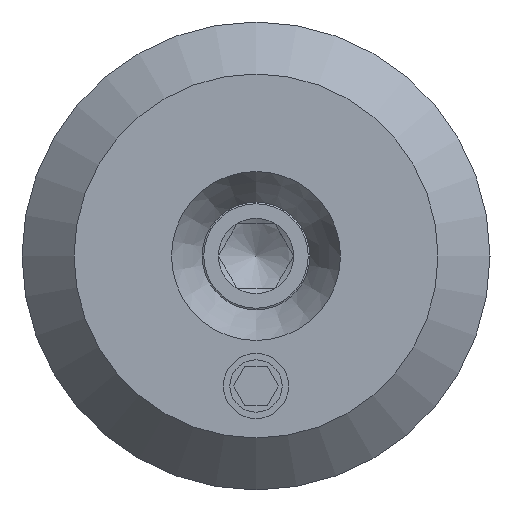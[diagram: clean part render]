
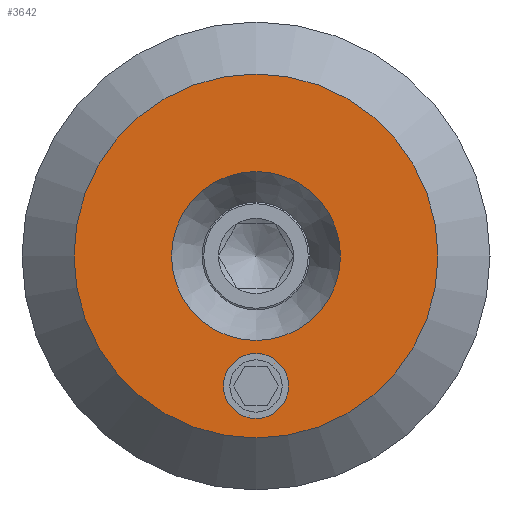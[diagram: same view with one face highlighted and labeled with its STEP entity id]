
A CAD part, left-side view. The second image highlights one B-rep face of the part: STEP entity #3642.
In plain terms, the highlighted planar face has unit normal (-1, 0, 0).
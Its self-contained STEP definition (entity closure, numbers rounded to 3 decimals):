
#111=PLANE('',#3928);
#253=CIRCLE('',#3929,1.007);
#254=CIRCLE('',#3930,3.25);
#255=CIRCLE('',#3931,7.);
#605=ORIENTED_EDGE('',*,*,#1124,.T.);
#606=ORIENTED_EDGE('',*,*,#1125,.T.);
#607=ORIENTED_EDGE('',*,*,#1126,.T.);
#1124=EDGE_CURVE('',#1401,#1401,#253,.T.);
#1125=EDGE_CURVE('',#1402,#1402,#254,.T.);
#1126=EDGE_CURVE('',#1403,#1403,#255,.T.);
#1401=VERTEX_POINT('',#5521);
#1402=VERTEX_POINT('',#5523);
#1403=VERTEX_POINT('',#5525);
#1769=EDGE_LOOP('',(#605));
#1770=EDGE_LOOP('',(#606));
#1771=EDGE_LOOP('',(#607));
#2084=FACE_BOUND('',#1769,.T.);
#2085=FACE_BOUND('',#1770,.T.);
#2086=FACE_BOUND('',#1771,.T.);
#3642=ADVANCED_FACE('',(#2084,#2085,#2086),#111,.T.);
#3928=AXIS2_PLACEMENT_3D('',#5519,#4409,#4410);
#3929=AXIS2_PLACEMENT_3D('',#5520,#4411,#4412);
#3930=AXIS2_PLACEMENT_3D('',#5522,#4413,#4414);
#3931=AXIS2_PLACEMENT_3D('',#5524,#4415,#4416);
#4409=DIRECTION('',(-1.,0.,0.));
#4410=DIRECTION('',(0.,0.,1.));
#4411=DIRECTION('',(1.,0.,0.));
#4412=DIRECTION('',(0.,0.,1.));
#4413=DIRECTION('',(1.,0.,0.));
#4414=DIRECTION('',(0.,0.,-1.));
#4415=DIRECTION('',(-1.,0.,0.));
#4416=DIRECTION('',(0.,0.,1.));
#5519=CARTESIAN_POINT('',(0.,0.,7.));
#5520=CARTESIAN_POINT('',(0.,0.,-5.));
#5521=CARTESIAN_POINT('',(0.,0.,-3.994));
#5522=CARTESIAN_POINT('',(0.,0.,0.));
#5523=CARTESIAN_POINT('',(0.,0.,-3.25));
#5524=CARTESIAN_POINT('',(0.,0.,0.));
#5525=CARTESIAN_POINT('',(0.,0.,7.));
